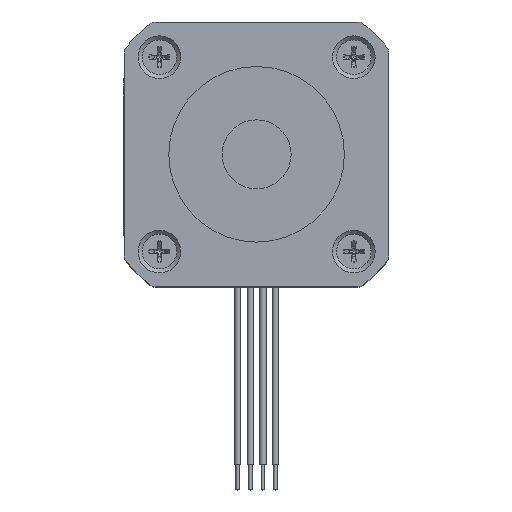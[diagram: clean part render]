
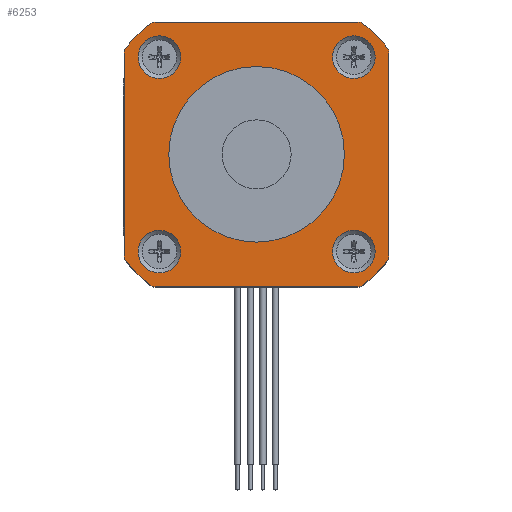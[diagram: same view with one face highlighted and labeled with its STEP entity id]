
A CAD part, top view. The second image highlights one B-rep face of the part: STEP entity #6253.
In plain terms, the highlighted face is planar.
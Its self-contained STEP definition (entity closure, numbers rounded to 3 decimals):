
#285=LINE('',#9527,#808);
#286=LINE('',#9535,#809);
#287=LINE('',#9543,#810);
#288=LINE('',#9551,#811);
#808=VECTOR('',#7617,32.311);
#809=VECTOR('',#7624,32.311);
#810=VECTOR('',#7631,32.311);
#811=VECTOR('',#7638,32.311);
#1430=FACE_BOUND('',#2013,.T.);
#1431=FACE_BOUND('',#2014,.T.);
#1432=FACE_BOUND('',#2015,.T.);
#1433=FACE_BOUND('',#2016,.T.);
#1434=FACE_BOUND('',#2017,.T.);
#1586=FACE_OUTER_BOUND('',#2012,.T.);
#2012=EDGE_LOOP('',(#4463,#4464,#4465,#4466,#4467,#4468,#4469,#4470,#4471,
#4472,#4473,#4474,#4475,#4476,#4477,#4478));
#2013=EDGE_LOOP('',(#4479));
#2014=EDGE_LOOP('',(#4480));
#2015=EDGE_LOOP('',(#4481));
#2016=EDGE_LOOP('',(#4482));
#2017=EDGE_LOOP('',(#4483));
#2509=CIRCLE('',#6703,5.5);
#2532=CIRCLE('',#6731,26.9);
#2533=CIRCLE('',#6732,1.5);
#2534=CIRCLE('',#6733,1.5);
#2535=CIRCLE('',#6734,26.9);
#2536=CIRCLE('',#6735,1.5);
#2537=CIRCLE('',#6736,1.5);
#2538=CIRCLE('',#6737,26.9);
#2539=CIRCLE('',#6738,1.5);
#2540=CIRCLE('',#6739,1.5);
#2541=CIRCLE('',#6740,26.9);
#2542=CIRCLE('',#6741,1.5);
#2543=CIRCLE('',#6742,1.5);
#2544=CIRCLE('',#6743,3.4);
#2545=CIRCLE('',#6744,3.4);
#2546=CIRCLE('',#6745,3.4);
#2547=CIRCLE('',#6746,3.4);
#2823=VERTEX_POINT('',#9438);
#2862=VERTEX_POINT('',#9521);
#2863=VERTEX_POINT('',#9522);
#2864=VERTEX_POINT('',#9524);
#2865=VERTEX_POINT('',#9526);
#2866=VERTEX_POINT('',#9528);
#2867=VERTEX_POINT('',#9530);
#2868=VERTEX_POINT('',#9532);
#2869=VERTEX_POINT('',#9534);
#2870=VERTEX_POINT('',#9536);
#2871=VERTEX_POINT('',#9538);
#2872=VERTEX_POINT('',#9540);
#2873=VERTEX_POINT('',#9542);
#2874=VERTEX_POINT('',#9544);
#2875=VERTEX_POINT('',#9546);
#2876=VERTEX_POINT('',#9548);
#2877=VERTEX_POINT('',#9550);
#2878=VERTEX_POINT('',#9553);
#2879=VERTEX_POINT('',#9555);
#2880=VERTEX_POINT('',#9557);
#2881=VERTEX_POINT('',#9559);
#3459=EDGE_CURVE('',#2823,#2823,#2509,.F.);
#3498=EDGE_CURVE('',#2862,#2863,#2532,.T.);
#3499=EDGE_CURVE('',#2864,#2862,#2533,.T.);
#3500=EDGE_CURVE('',#2865,#2864,#285,.T.);
#3501=EDGE_CURVE('',#2866,#2865,#2534,.T.);
#3502=EDGE_CURVE('',#2867,#2866,#2535,.T.);
#3503=EDGE_CURVE('',#2868,#2867,#2536,.T.);
#3504=EDGE_CURVE('',#2869,#2868,#286,.T.);
#3505=EDGE_CURVE('',#2870,#2869,#2537,.T.);
#3506=EDGE_CURVE('',#2871,#2870,#2538,.T.);
#3507=EDGE_CURVE('',#2872,#2871,#2539,.T.);
#3508=EDGE_CURVE('',#2873,#2872,#287,.T.);
#3509=EDGE_CURVE('',#2874,#2873,#2540,.T.);
#3510=EDGE_CURVE('',#2875,#2874,#2541,.T.);
#3511=EDGE_CURVE('',#2876,#2875,#2542,.T.);
#3512=EDGE_CURVE('',#2877,#2876,#288,.T.);
#3513=EDGE_CURVE('',#2863,#2877,#2543,.T.);
#3514=EDGE_CURVE('',#2878,#2878,#2544,.T.);
#3515=EDGE_CURVE('',#2879,#2879,#2545,.T.);
#3516=EDGE_CURVE('',#2880,#2880,#2546,.T.);
#3517=EDGE_CURVE('',#2881,#2881,#2547,.T.);
#4463=ORIENTED_EDGE('',*,*,#3498,.F.);
#4464=ORIENTED_EDGE('',*,*,#3499,.F.);
#4465=ORIENTED_EDGE('',*,*,#3500,.F.);
#4466=ORIENTED_EDGE('',*,*,#3501,.F.);
#4467=ORIENTED_EDGE('',*,*,#3502,.F.);
#4468=ORIENTED_EDGE('',*,*,#3503,.F.);
#4469=ORIENTED_EDGE('',*,*,#3504,.F.);
#4470=ORIENTED_EDGE('',*,*,#3505,.F.);
#4471=ORIENTED_EDGE('',*,*,#3506,.F.);
#4472=ORIENTED_EDGE('',*,*,#3507,.F.);
#4473=ORIENTED_EDGE('',*,*,#3508,.F.);
#4474=ORIENTED_EDGE('',*,*,#3509,.F.);
#4475=ORIENTED_EDGE('',*,*,#3510,.F.);
#4476=ORIENTED_EDGE('',*,*,#3511,.F.);
#4477=ORIENTED_EDGE('',*,*,#3512,.F.);
#4478=ORIENTED_EDGE('',*,*,#3513,.F.);
#4479=ORIENTED_EDGE('',*,*,#3459,.T.);
#4480=ORIENTED_EDGE('',*,*,#3514,.T.);
#4481=ORIENTED_EDGE('',*,*,#3515,.T.);
#4482=ORIENTED_EDGE('',*,*,#3516,.T.);
#4483=ORIENTED_EDGE('',*,*,#3517,.T.);
#6003=PLANE('',#6730);
#6253=ADVANCED_FACE('',(#1586,#1430,#1431,#1432,#1433,#1434),#6003,.F.);
#6703=AXIS2_PLACEMENT_3D('',#9439,#7541,#7542);
#6730=AXIS2_PLACEMENT_3D('',#9520,#7611,#7612);
#6731=AXIS2_PLACEMENT_3D('',#9523,#7613,#7614);
#6732=AXIS2_PLACEMENT_3D('',#9525,#7615,#7616);
#6733=AXIS2_PLACEMENT_3D('',#9529,#7618,#7619);
#6734=AXIS2_PLACEMENT_3D('',#9531,#7620,#7621);
#6735=AXIS2_PLACEMENT_3D('',#9533,#7622,#7623);
#6736=AXIS2_PLACEMENT_3D('',#9537,#7625,#7626);
#6737=AXIS2_PLACEMENT_3D('',#9539,#7627,#7628);
#6738=AXIS2_PLACEMENT_3D('',#9541,#7629,#7630);
#6739=AXIS2_PLACEMENT_3D('',#9545,#7632,#7633);
#6740=AXIS2_PLACEMENT_3D('',#9547,#7634,#7635);
#6741=AXIS2_PLACEMENT_3D('',#9549,#7636,#7637);
#6742=AXIS2_PLACEMENT_3D('',#9552,#7639,#7640);
#6743=AXIS2_PLACEMENT_3D('',#9554,#7641,#7642);
#6744=AXIS2_PLACEMENT_3D('',#9556,#7643,#7644);
#6745=AXIS2_PLACEMENT_3D('',#9558,#7645,#7646);
#6746=AXIS2_PLACEMENT_3D('',#9560,#7647,#7648);
#7541=DIRECTION('center_axis',(0.,0.,-1.));
#7542=DIRECTION('ref_axis',(-1.,0.,0.));
#7611=DIRECTION('center_axis',(0.,0.,1.));
#7612=DIRECTION('ref_axis',(1.,0.,0.));
#7613=DIRECTION('center_axis',(0.,0.,1.));
#7614=DIRECTION('ref_axis',(1.,0.,0.));
#7615=DIRECTION('center_axis',(0.,0.,1.));
#7616=DIRECTION('ref_axis',(-1.,0.,0.));
#7617=DIRECTION('',(0.,-1.,0.));
#7618=DIRECTION('center_axis',(0.,0.,1.));
#7619=DIRECTION('ref_axis',(-1.,0.,0.));
#7620=DIRECTION('center_axis',(0.,0.,1.));
#7621=DIRECTION('ref_axis',(1.,0.,0.));
#7622=DIRECTION('center_axis',(0.,0.,1.));
#7623=DIRECTION('ref_axis',(-1.,0.,0.));
#7624=DIRECTION('',(-1.,0.,0.));
#7625=DIRECTION('center_axis',(0.,0.,1.));
#7626=DIRECTION('ref_axis',(-1.,0.,0.));
#7627=DIRECTION('center_axis',(0.,0.,1.));
#7628=DIRECTION('ref_axis',(1.,0.,0.));
#7629=DIRECTION('center_axis',(0.,0.,1.));
#7630=DIRECTION('ref_axis',(-1.,0.,0.));
#7631=DIRECTION('',(0.,1.,0.));
#7632=DIRECTION('center_axis',(0.,0.,1.));
#7633=DIRECTION('ref_axis',(-1.,0.,0.));
#7634=DIRECTION('center_axis',(0.,0.,1.));
#7635=DIRECTION('ref_axis',(1.,0.,0.));
#7636=DIRECTION('center_axis',(0.,0.,1.));
#7637=DIRECTION('ref_axis',(-1.,0.,0.));
#7638=DIRECTION('',(1.,0.,0.));
#7639=DIRECTION('center_axis',(0.,0.,1.));
#7640=DIRECTION('ref_axis',(1.,0.,0.));
#7641=DIRECTION('center_axis',(0.,0.,1.));
#7642=DIRECTION('ref_axis',(1.,0.,0.));
#7643=DIRECTION('center_axis',(0.,0.,1.));
#7644=DIRECTION('ref_axis',(1.,0.,0.));
#7645=DIRECTION('center_axis',(0.,0.,1.));
#7646=DIRECTION('ref_axis',(1.,0.,0.));
#7647=DIRECTION('center_axis',(0.,0.,1.));
#7648=DIRECTION('ref_axis',(1.,0.,0.));
#9438=CARTESIAN_POINT('',(-5.5,0.,1.8));
#9439=CARTESIAN_POINT('Origin',(0.,0.,1.8));
#9520=CARTESIAN_POINT('Origin',(0.,0.,1.8));
#9521=CARTESIAN_POINT('',(-20.757,-17.11,1.8));
#9522=CARTESIAN_POINT('',(-17.11,-20.757,1.8));
#9523=CARTESIAN_POINT('Origin',(0.,0.,1.8));
#9524=CARTESIAN_POINT('',(-21.1,-16.155,1.8));
#9525=CARTESIAN_POINT('Origin',(-19.6,-16.155,1.8));
#9526=CARTESIAN_POINT('',(-21.1,16.155,1.8));
#9527=CARTESIAN_POINT('',(-21.1,16.155,1.8));
#9528=CARTESIAN_POINT('',(-20.757,17.11,1.8));
#9529=CARTESIAN_POINT('Origin',(-19.6,16.155,1.8));
#9530=CARTESIAN_POINT('',(-17.11,20.757,1.8));
#9531=CARTESIAN_POINT('Origin',(0.,0.,1.8));
#9532=CARTESIAN_POINT('',(-16.155,21.1,1.8));
#9533=CARTESIAN_POINT('Origin',(-16.155,19.6,1.8));
#9534=CARTESIAN_POINT('',(16.155,21.1,1.8));
#9535=CARTESIAN_POINT('',(16.155,21.1,1.8));
#9536=CARTESIAN_POINT('',(17.11,20.757,1.8));
#9537=CARTESIAN_POINT('Origin',(16.155,19.6,1.8));
#9538=CARTESIAN_POINT('',(20.757,17.11,1.8));
#9539=CARTESIAN_POINT('Origin',(0.,0.,1.8));
#9540=CARTESIAN_POINT('',(21.1,16.155,1.8));
#9541=CARTESIAN_POINT('Origin',(19.6,16.155,1.8));
#9542=CARTESIAN_POINT('',(21.1,-16.155,1.8));
#9543=CARTESIAN_POINT('',(21.1,-16.155,1.8));
#9544=CARTESIAN_POINT('',(20.757,-17.11,1.8));
#9545=CARTESIAN_POINT('Origin',(19.6,-16.155,1.8));
#9546=CARTESIAN_POINT('',(17.11,-20.757,1.8));
#9547=CARTESIAN_POINT('Origin',(0.,0.,1.8));
#9548=CARTESIAN_POINT('',(16.155,-21.1,1.8));
#9549=CARTESIAN_POINT('Origin',(16.155,-19.6,1.8));
#9550=CARTESIAN_POINT('',(-16.155,-21.1,1.8));
#9551=CARTESIAN_POINT('',(-16.155,-21.1,1.8));
#9552=CARTESIAN_POINT('Origin',(-16.155,-19.6,1.8));
#9553=CARTESIAN_POINT('',(18.9,-15.5,1.8));
#9554=CARTESIAN_POINT('Origin',(15.5,-15.5,1.8));
#9555=CARTESIAN_POINT('',(-12.1,-15.5,1.8));
#9556=CARTESIAN_POINT('Origin',(-15.5,-15.5,1.8));
#9557=CARTESIAN_POINT('',(18.9,15.5,1.8));
#9558=CARTESIAN_POINT('Origin',(15.5,15.5,1.8));
#9559=CARTESIAN_POINT('',(-12.1,15.5,1.8));
#9560=CARTESIAN_POINT('Origin',(-15.5,15.5,1.8));
